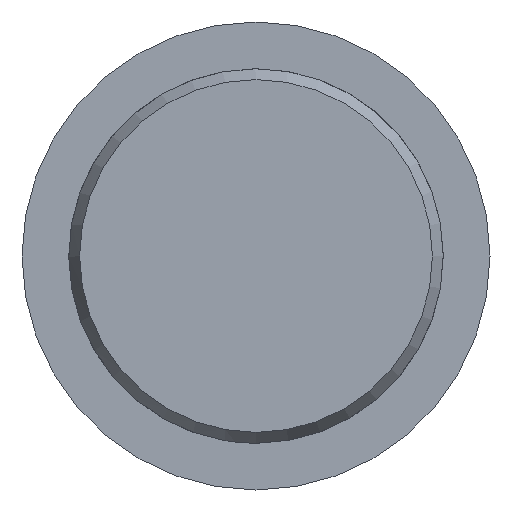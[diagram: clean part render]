
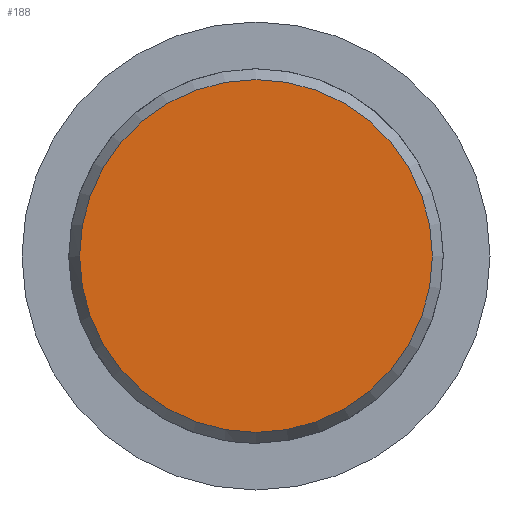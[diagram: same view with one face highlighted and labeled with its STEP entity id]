
A CAD part, left-side view. The second image highlights one B-rep face of the part: STEP entity #188.
In plain terms, the highlighted planar face has unit normal (-1, 0, 0).
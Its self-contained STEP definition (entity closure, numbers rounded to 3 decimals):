
#188=ADVANCED_FACE('',(#289),#290,.F.);
#289=FACE_OUTER_BOUND('',#363,.T.);
#290=PLANE('',#364);
#363=EDGE_LOOP('',(#457));
#364=AXIS2_PLACEMENT_3D('',#458,#459,#460);
#457=ORIENTED_EDGE('',*,*,#507,.T.);
#458=CARTESIAN_POINT('',(-16.0,5.0,0.0));
#459=DIRECTION('',(1.0,0.0,0.0));
#460=DIRECTION('',(0.0,0.0,-1.0));
#507=EDGE_CURVE('',#554,#554,#555,.F.);
#554=VERTEX_POINT('',#604);
#555=CIRCLE('',#605,9.423);
#604=CARTESIAN_POINT('',(-16.0,0.,-9.423));
#605=AXIS2_PLACEMENT_3D('',#653,#654,#655);
#653=CARTESIAN_POINT('',(-16.0,0.0,0.0));
#654=DIRECTION('',(1.0,0.0,0.0));
#655=DIRECTION('',(0.0,0.0,-1.0));
